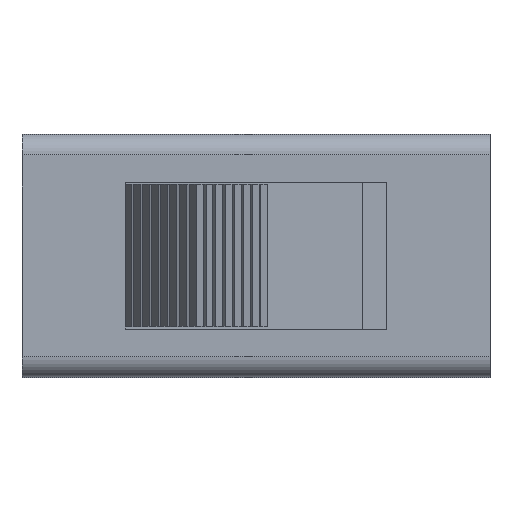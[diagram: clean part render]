
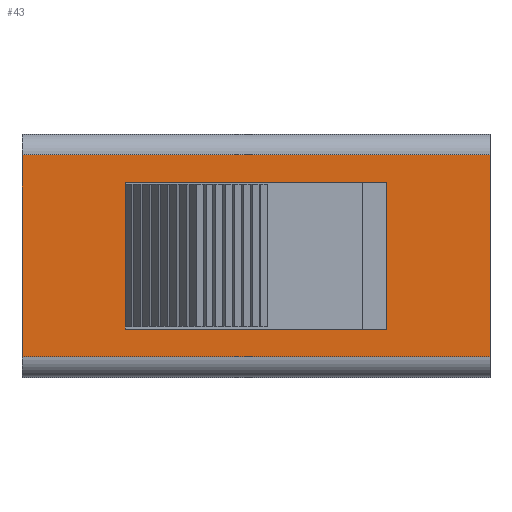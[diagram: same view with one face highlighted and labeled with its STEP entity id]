
A CAD part, top view. The second image highlights one B-rep face of the part: STEP entity #43.
In plain terms, the highlighted planar face has unit normal (0, 0, 1).
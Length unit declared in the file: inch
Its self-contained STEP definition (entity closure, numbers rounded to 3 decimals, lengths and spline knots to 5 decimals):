
#43 = ADVANCED_FACE ( 'NONE', ( #9898, #5054 ), #4490, .T. ) ;
#219 = ORIENTED_EDGE ( 'NONE', *, *, #5298, .T. ) ;
#245 = DIRECTION ( 'NONE',  ( -1., 0., 0. ) ) ;
#397 = DIRECTION ( 'NONE',  ( 0., 1., 0. ) ) ;
#416 = VECTOR ( 'NONE', #4033, 39.37008 ) ;
#484 = DIRECTION ( 'NONE',  ( 0., 1., 0. ) ) ;
#599 = VERTEX_POINT ( 'NONE', #7745 ) ;
#936 = VECTOR ( 'NONE', #245, 39.37008 ) ;
#1045 = VERTEX_POINT ( 'NONE', #2526 ) ;
#1092 = EDGE_LOOP ( 'NONE', ( #2793, #8127, #1733, #5311 ) ) ;
#1099 = AXIS2_PLACEMENT_3D ( 'NONE', #9530, #5534, #2151 ) ;
#1128 = VERTEX_POINT ( 'NONE', #1369 ) ;
#1183 = LINE ( 'NONE', #7626, #2829 ) ;
#1268 = ORIENTED_EDGE ( 'NONE', *, *, #6538, .T. ) ;
#1369 = CARTESIAN_POINT ( 'NONE',  ( -0.13976, 0.07598, 0.25 ) ) ;
#1733 = ORIENTED_EDGE ( 'NONE', *, *, #3133, .F. ) ;
#1958 = CARTESIAN_POINT ( 'NONE',  ( -0.13976, -0.07874, 0.25 ) ) ;
#1968 = CARTESIAN_POINT ( 'NONE',  ( 0.13976, 0.07874, 0.25 ) ) ;
#2024 = CARTESIAN_POINT ( 'NONE',  ( 0.13976, -0.07874, 0.25 ) ) ;
#2092 = ORIENTED_EDGE ( 'NONE', *, *, #3617, .T. ) ;
#2151 = DIRECTION ( 'NONE',  ( 1., 0., 0. ) ) ;
#2425 = CARTESIAN_POINT ( 'NONE',  ( -0.13976, -0.07598, 0.25 ) ) ;
#2526 = CARTESIAN_POINT ( 'NONE',  ( 0.13976, -0.07874, 0.25 ) ) ;
#2670 = VECTOR ( 'NONE', #5191, 39.37008 ) ;
#2793 = ORIENTED_EDGE ( 'NONE', *, *, #4535, .F. ) ;
#2829 = VECTOR ( 'NONE', #397, 39.37008 ) ;
#2986 = DIRECTION ( 'NONE',  ( -1., 0., 0. ) ) ;
#3075 = VECTOR ( 'NONE', #2986, 39.37008 ) ;
#3133 = EDGE_CURVE ( 'NONE', #3688, #8908, #4229, .T. ) ;
#3169 = CARTESIAN_POINT ( 'NONE',  ( -0.25, 0.10787, 0.25 ) ) ;
#3175 = LINE ( 'NONE', #4770, #8695 ) ;
#3311 = EDGE_LOOP ( 'NONE', ( #1268, #6707, #3829, #4127, #219, #2092 ) ) ;
#3369 = VECTOR ( 'NONE', #484, 39.37008 ) ;
#3520 = DIRECTION ( 'NONE',  ( 0., 1., 0. ) ) ;
#3540 = LINE ( 'NONE', #7572, #5780 ) ;
#3617 = EDGE_CURVE ( 'NONE', #7185, #599, #8902, .T. ) ;
#3688 = VERTEX_POINT ( 'NONE', #5209 ) ;
#3728 = LINE ( 'NONE', #9377, #3369 ) ;
#3829 = ORIENTED_EDGE ( 'NONE', *, *, #8327, .T. ) ;
#4033 = DIRECTION ( 'NONE',  ( 1., 0., 0. ) ) ;
#4127 = ORIENTED_EDGE ( 'NONE', *, *, #6563, .T. ) ;
#4229 = LINE ( 'NONE', #7468, #936 ) ;
#4490 = PLANE ( 'NONE',  #1099 ) ;
#4535 = EDGE_CURVE ( 'NONE', #9013, #5029, #5584, .T. ) ;
#4581 = VECTOR ( 'NONE', #6479, 39.37008 ) ;
#4731 = CARTESIAN_POINT ( 'NONE',  ( -0.13976, 0.07598, 0.25 ) ) ;
#4770 = CARTESIAN_POINT ( 'NONE',  ( 0.25, 0.10787, 0.25 ) ) ;
#4843 = VERTEX_POINT ( 'NONE', #1958 ) ;
#4850 = CARTESIAN_POINT ( 'NONE',  ( -0.13976, 0.07874, 0.25 ) ) ;
#5029 = VERTEX_POINT ( 'NONE', #10351 ) ;
#5054 = FACE_OUTER_BOUND ( 'NONE', #1092, .T. ) ;
#5191 = DIRECTION ( 'NONE',  ( 0., -1., 0. ) ) ;
#5209 = CARTESIAN_POINT ( 'NONE',  ( 0.25, -0.10787, 0.25 ) ) ;
#5298 = EDGE_CURVE ( 'NONE', #1128, #7185, #8939, .T. ) ;
#5311 = ORIENTED_EDGE ( 'NONE', *, *, #6389, .F. ) ;
#5511 = DIRECTION ( 'NONE',  ( 1., 0., 0. ) ) ;
#5534 = DIRECTION ( 'NONE',  ( 0., 0., 1. ) ) ;
#5584 = LINE ( 'NONE', #10237, #8794 ) ;
#5780 = VECTOR ( 'NONE', #3520, 39.37008 ) ;
#6011 = LINE ( 'NONE', #2024, #3075 ) ;
#6365 = DIRECTION ( 'NONE',  ( 0., -1., 0. ) ) ;
#6389 = EDGE_CURVE ( 'NONE', #5029, #3688, #3175, .T. ) ;
#6479 = DIRECTION ( 'NONE',  ( 0., 1., 0. ) ) ;
#6538 = EDGE_CURVE ( 'NONE', #599, #1045, #9242, .T. ) ;
#6563 = EDGE_CURVE ( 'NONE', #9911, #1128, #1183, .T. ) ;
#6707 = ORIENTED_EDGE ( 'NONE', *, *, #7995, .T. ) ;
#7185 = VERTEX_POINT ( 'NONE', #10299 ) ;
#7468 = CARTESIAN_POINT ( 'NONE',  ( 0.25, -0.10787, 0.25 ) ) ;
#7572 = CARTESIAN_POINT ( 'NONE',  ( -0.13976, -0.07874, 0.25 ) ) ;
#7626 = CARTESIAN_POINT ( 'NONE',  ( -0.13976, -0.07598, 0.25 ) ) ;
#7745 = CARTESIAN_POINT ( 'NONE',  ( 0.13976, 0.07874, 0.25 ) ) ;
#7991 = CARTESIAN_POINT ( 'NONE',  ( -0.25, -0.10787, 0.25 ) ) ;
#7995 = EDGE_CURVE ( 'NONE', #1045, #4843, #6011, .T. ) ;
#8127 = ORIENTED_EDGE ( 'NONE', *, *, #10062, .F. ) ;
#8327 = EDGE_CURVE ( 'NONE', #4843, #9911, #3540, .T. ) ;
#8695 = VECTOR ( 'NONE', #6365, 39.37008 ) ;
#8794 = VECTOR ( 'NONE', #5511, 39.37008 ) ;
#8902 = LINE ( 'NONE', #4850, #416 ) ;
#8908 = VERTEX_POINT ( 'NONE', #7991 ) ;
#8939 = LINE ( 'NONE', #4731, #4581 ) ;
#9013 = VERTEX_POINT ( 'NONE', #3169 ) ;
#9242 = LINE ( 'NONE', #1968, #2670 ) ;
#9377 = CARTESIAN_POINT ( 'NONE',  ( -0.25, -0.10787, 0.25 ) ) ;
#9530 = CARTESIAN_POINT ( 'NONE',  ( -0.275, -0.11866, 0.25 ) ) ;
#9898 = FACE_BOUND ( 'NONE', #3311, .T. ) ;
#9911 = VERTEX_POINT ( 'NONE', #2425 ) ;
#10062 = EDGE_CURVE ( 'NONE', #8908, #9013, #3728, .T. ) ;
#10237 = CARTESIAN_POINT ( 'NONE',  ( -0.25, 0.10787, 0.25 ) ) ;
#10299 = CARTESIAN_POINT ( 'NONE',  ( -0.13976, 0.07874, 0.25 ) ) ;
#10351 = CARTESIAN_POINT ( 'NONE',  ( 0.25, 0.10787, 0.25 ) ) ;
